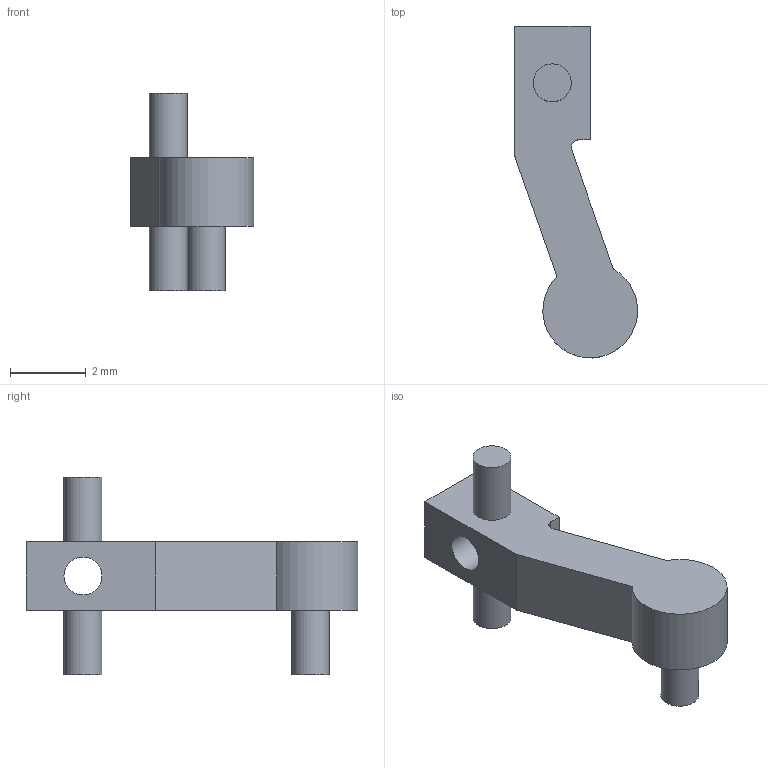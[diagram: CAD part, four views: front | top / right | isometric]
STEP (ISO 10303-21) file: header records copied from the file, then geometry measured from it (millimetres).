
FILE_DESCRIPTION(('FreeCAD Model'),'2;1');
FILE_NAME('Dir_A.step','2016-01-23T10:36:54',('Almisuifre'),(''), 'Open CASCADE STEP processor 6.8','FreeCAD','Unknown');
FILE_SCHEMA(('AUTOMOTIVE_DESIGN_CC2 { 1 2 10303 214 -1 1 5 4 }'));
Length unit declared in the file: millimetre
Products named in the file (2): ASSEMBLY; Pad003
Assembly tree (1 placements, depth 2):
  ASSEMBLY
    Pad003
Bounding box: 3.25 x 8.75 x 5.2 mm (x, y, z)
Volume: 31.4 mm3; surface area: 92.7 mm2
Topology: 1 solids, 1 shells, 17 faces, 36 edges, 24 vertices
Faces by surface type: plane 11, cylinder 6
Full cylindrical faces by diameter (mm): 1 x4
Entity records: 1000 total; most frequent: CARTESIAN_POINT 205, DIRECTION 149, LINE 84, VECTOR 84, ORIENTED_EDGE 72, PCURVE 72, DEFINITIONAL_REPRESENTATION 72, EDGE_CURVE 36
